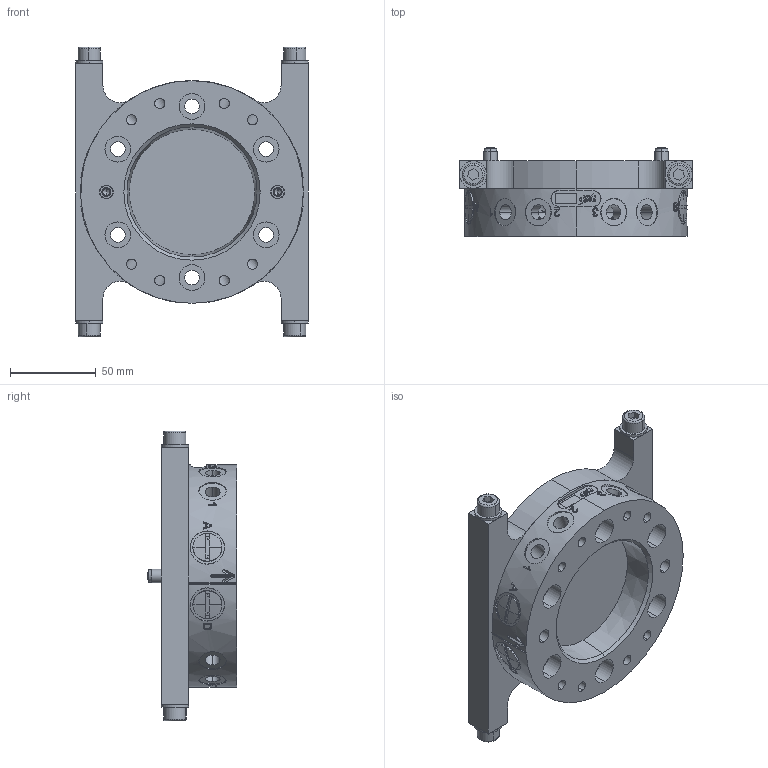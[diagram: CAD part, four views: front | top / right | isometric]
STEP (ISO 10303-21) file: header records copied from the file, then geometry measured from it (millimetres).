
FILE_DESCRIPTION (( 'STEP AP203' ), '1' );
FILE_NAME ('P0402.STEP', '2018-11-28T07:51:36', ( '' ), ( '' ), 'SwSTEP 2.0', 'SolidWorks 2017', '' );
FILE_SCHEMA (( 'CONFIG_CONTROL_DESIGN' ));
Length unit declared in the file: millimetre
Products named in the file (1): P0402
Bounding box: 136 x 52 x 169.2 mm (x, y, z)
Volume: 474911.5 mm3; surface area: 122066.9 mm2
Topology: 18 solids, 18 shells, 674 faces, 1690 edges, 1084 vertices
Faces by surface type: plane 231, cylinder 229, bspline 102, cone 79, sphere 20, torus 13
Entity records: 26613 total; most frequent: CARTESIAN_POINT 10874, ORIENTED_EDGE 3308, DIRECTION 3060, EDGE_CURVE 1654, AXIS2_PLACEMENT_3D 1139, VERTEX_POINT 1076, EDGE_LOOP 810, VECTOR 782
